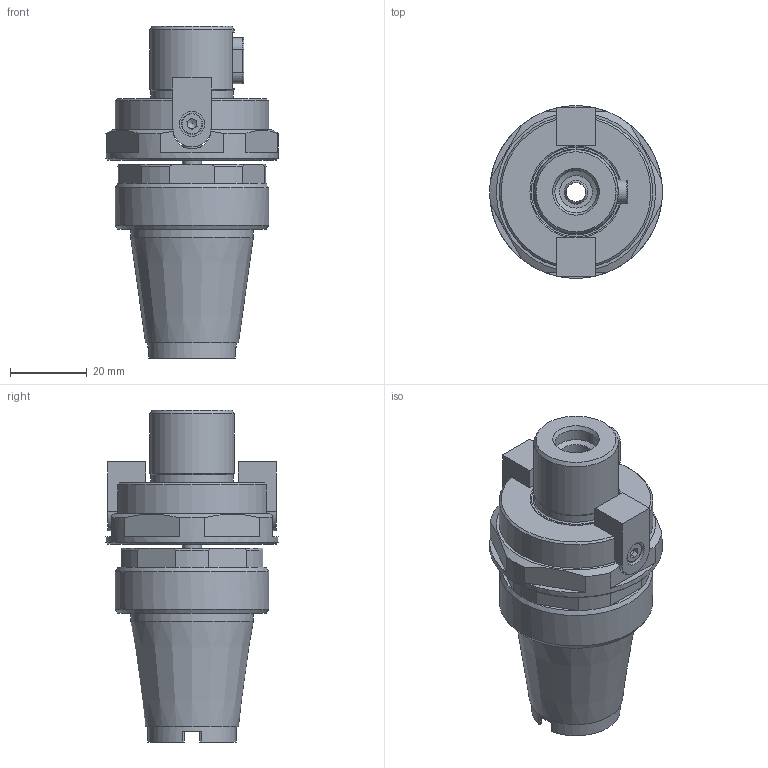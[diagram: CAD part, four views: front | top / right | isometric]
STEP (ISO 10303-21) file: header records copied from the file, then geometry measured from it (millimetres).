
FILE_DESCRIPTION (( 'STEP AP214' ), '1' );
FILE_NAME ('UC-ER32I-PF22E.STEP', '2020-09-08T15:01:35', ( '' ), ( '' ), 'SwSTEP 2.0', 'SolidWorks 2016', '' );
FILE_SCHEMA (( 'AUTOMOTIVE_DESIGN' ));
Length unit declared in the file: millimetre
Products named in the file (1): UC-ER32I-PF22E
Bounding box: 45 x 45 x 86.5 mm (x, y, z)
Surface area: 15934.2 mm2 (no closed solid volume)
Topology: 0 solids, 10 shells, 166 faces, 448 edges, 291 vertices
Faces by surface type: plane 86, cylinder 51, cone 24, torus 5
Full cylindrical faces by diameter (mm): 1.5 x1, 2.5 x2, 5 x1, 6.5 x2, 8.5 x1, 11 x1, 21.6 x1, 22 x1, 23 x1, 31.95 x1, 32.05 x1, 40 x1, 45 x1
Entity records: 6813 total; most frequent: CARTESIAN_POINT 959, DIRECTION 880, ORIENTED_EDGE 719, EDGE_CURVE 404, AXIS2_PLACEMENT_3D 337, VERTEX_POINT 280, EDGE_LOOP 215, LINE 206
